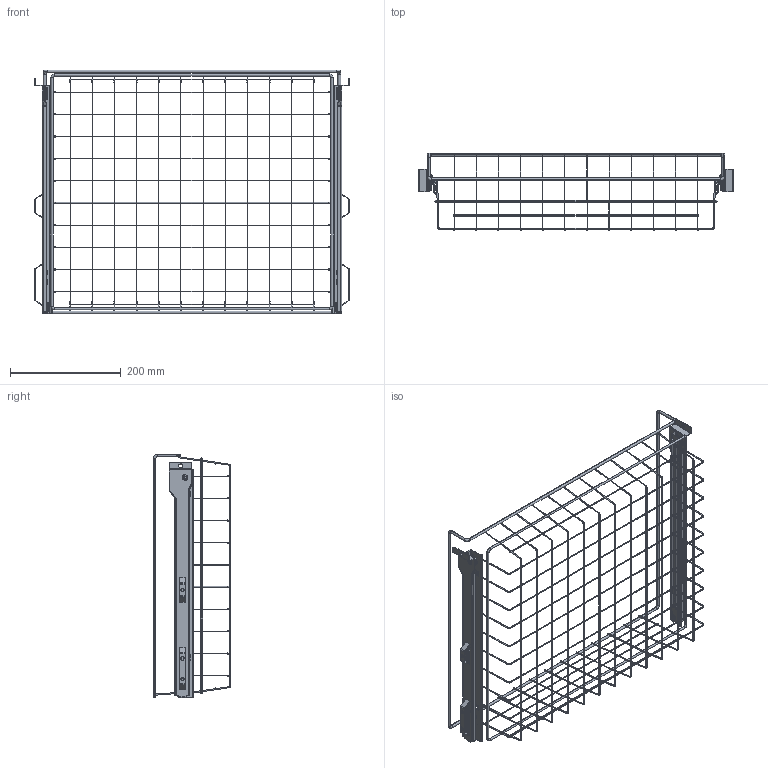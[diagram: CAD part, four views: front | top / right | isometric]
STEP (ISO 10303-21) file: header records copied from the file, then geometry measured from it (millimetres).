
FILE_DESCRIPTION (( 'STEP AP203' ), '1' );
FILE_NAME ('LM 604 rullakiskokori.STEP', '2023-01-17T07:43:42', ( '' ), ( '' ), 'SwSTEP 2.0', 'SolidWorks 2021', '' );
FILE_SCHEMA (( 'CONFIG_CONTROL_DESIGN' ));
Length unit declared in the file: millimetre
Products named in the file (14): Mirror10027; 10361; 10357_Default<As Machined>; Mirror10365; 10026; Mirror10364; 10364; Mirror10361; Mirror10360; 10365; 10360; Mirror10026; LM 604 rullakiskokori; 10027
Assembly tree (17 placements, depth 3):
  LM 604 rullakiskokori
    10357_Default<As Machined>
    10365
      10364
      10026
      10027
    10361
      10360
      10026
      10027
    Mirror10365
      Mirror10364
      Mirror10026
      Mirror10027
    Mirror10361
      Mirror10360
      Mirror10026
      Mirror10027
Bounding box: 568.21 x 140 x 440.19 mm (x, y, z)
Volume: 325563.9 mm3; surface area: 531998.4 mm2
Topology: 101 solids, 101 shells, 1946 faces, 4180 edges, 2440 vertices
Faces by surface type: cylinder 898, plane 528, torus 482, cone 28, bspline 10
Entity records: 50464 total; most frequent: DIRECTION 9472, CARTESIAN_POINT 8740, ORIENTED_EDGE 7724, AXIS2_PLACEMENT_3D 3940, EDGE_CURVE 3862, VERTEX_POINT 2244, CIRCLE 2130, EDGE_LOOP 1876
